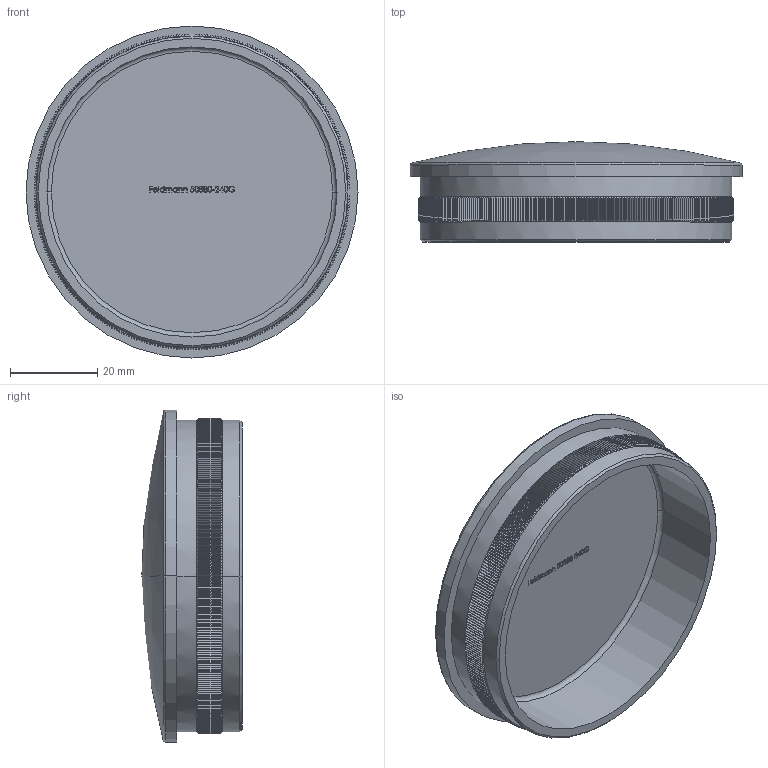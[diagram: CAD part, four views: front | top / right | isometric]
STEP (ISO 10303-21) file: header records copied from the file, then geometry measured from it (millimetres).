
FILE_DESCRIPTION (( 'STEP AP203' ), '1' );
FILE_NAME ('50880-240G.STEP', '2019-05-07T14:54:47', ( '' ), ( '' ), 'SwSTEP 2.0', 'SolidWorks 2015', '' );
FILE_SCHEMA (( 'CONFIG_CONTROL_DESIGN' ));
Length unit declared in the file: millimetre
Products named in the file (1): 50880-240G
Bounding box: 76.1 x 23 x 76.1 mm (x, y, z)
Volume: 30078 mm3; surface area: 17514.4 mm2
Topology: 1 solids, 1 shells, 2067 faces, 4651 edges, 2617 vertices
Faces by surface type: plane 839, cone 722, cylinder 368, bspline 132, torus 4, sphere 2
Entity records: 65226 total; most frequent: CARTESIAN_POINT 22428, ORIENTED_EDGE 9302, DIRECTION 8283, EDGE_CURVE 4651, AXIS2_PLACEMENT_3D 3400, VERTEX_POINT 2617, EDGE_LOOP 2098, FACE_OUTER_BOUND 2067
